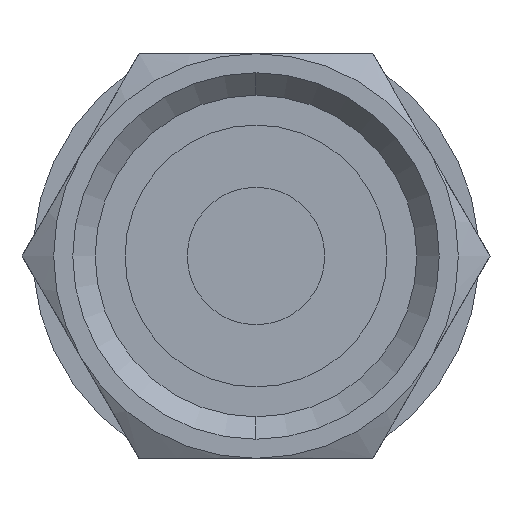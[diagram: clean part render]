
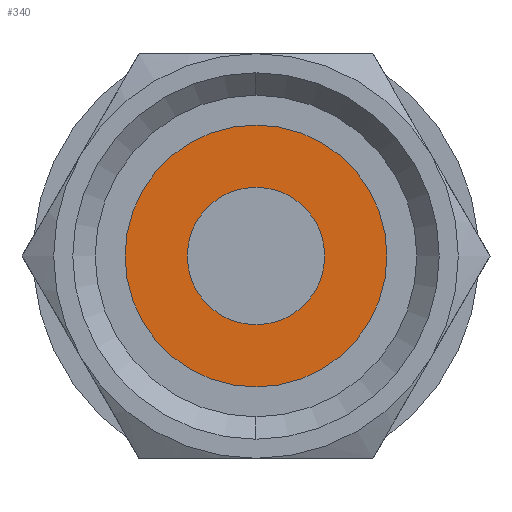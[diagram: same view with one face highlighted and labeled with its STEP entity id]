
A CAD part, left-side view. The second image highlights one B-rep face of the part: STEP entity #340.
In plain terms, the highlighted planar face has unit normal (-1, 0, 0).
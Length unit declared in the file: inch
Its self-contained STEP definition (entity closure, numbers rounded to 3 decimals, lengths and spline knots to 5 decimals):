
#325 = EDGE_CURVE ( 'NONE', #1902, #1793, #645, .T. ) ;
#333 = EDGE_LOOP ( 'NONE', ( #334, #335 ) ) ;
#334 = ORIENTED_EDGE ( 'NONE', *, *, #1812, .F. ) ;
#335 = ORIENTED_EDGE ( 'NONE', *, *, #325, .F. ) ;
#336 = EDGE_LOOP ( 'NONE', ( #358, #378 ) ) ;
#340 = ADVANCED_FACE ( 'NONE', ( #684, #692 ), #693, .F. ) ;
#358 = ORIENTED_EDGE ( 'NONE', *, *, #376, .T. ) ;
#376 = EDGE_CURVE ( 'NONE', #1819, #1822, #822, .T. ) ;
#378 = ORIENTED_EDGE ( 'NONE', *, *, #1820, .T. ) ;
#632 = CARTESIAN_POINT ( 'NONE',  ( 0.11, 0., 0. ) ) ;
#645 = CIRCLE ( 'NONE', #649, 0.0265 ) ;
#649 = AXIS2_PLACEMENT_3D ( 'NONE', #632, #655, #654 ) ;
#654 = DIRECTION ( 'NONE',  ( 0., 0., 1. ) ) ;
#655 = DIRECTION ( 'NONE',  ( -1., 0., 0. ) ) ;
#684 = FACE_BOUND ( 'NONE', #333, .T. ) ;
#688 = DIRECTION ( 'NONE',  ( 0., 0., -1. ) ) ;
#689 = DIRECTION ( 'NONE',  ( 1., 0., 0. ) ) ;
#690 = CARTESIAN_POINT ( 'NONE',  ( 0.11, 0.0265, 0. ) ) ;
#691 = AXIS2_PLACEMENT_3D ( 'NONE', #690, #689, #688 ) ;
#692 = FACE_OUTER_BOUND ( 'NONE', #336, .T. ) ;
#693 = PLANE ( 'NONE',  #691 ) ;
#822 = CIRCLE ( 'NONE', #826, 0.0505 ) ;
#826 = AXIS2_PLACEMENT_3D ( 'NONE', #883, #882, #881 ) ;
#881 = DIRECTION ( 'NONE',  ( 0., 0., 1. ) ) ;
#882 = DIRECTION ( 'NONE',  ( -1., 0., 0. ) ) ;
#883 = CARTESIAN_POINT ( 'NONE',  ( 0.11, 0., 0. ) ) ;
#1192 = CARTESIAN_POINT ( 'NONE',  ( 0.11, 0., -0.0505 ) ) ;
#1193 = DIRECTION ( 'NONE',  ( 0., 0., 1. ) ) ;
#1194 = DIRECTION ( 'NONE',  ( -1., 0., 0. ) ) ;
#1195 = CARTESIAN_POINT ( 'NONE',  ( 0.11, 0., 0. ) ) ;
#1196 = AXIS2_PLACEMENT_3D ( 'NONE', #1195, #1194, #1193 ) ;
#1217 = CARTESIAN_POINT ( 'NONE',  ( 0.11, 0., 0.0265 ) ) ;
#1219 = CIRCLE ( 'NONE', #1196, 0.0505 ) ;
#1220 = CARTESIAN_POINT ( 'NONE',  ( 0.11, 0., 0.0505 ) ) ;
#1237 = DIRECTION ( 'NONE',  ( 0., 0., 1. ) ) ;
#1238 = DIRECTION ( 'NONE',  ( -1., 0., 0. ) ) ;
#1239 = CARTESIAN_POINT ( 'NONE',  ( 0.11, 0., 0. ) ) ;
#1240 = AXIS2_PLACEMENT_3D ( 'NONE', #1239, #1238, #1237 ) ;
#1241 = CIRCLE ( 'NONE', #1240, 0.0265 ) ;
#1371 = CARTESIAN_POINT ( 'NONE',  ( 0.11, 0., -0.0265 ) ) ;
#1793 = VERTEX_POINT ( 'NONE', #1217 ) ;
#1812 = EDGE_CURVE ( 'NONE', #1793, #1902, #1241, .T. ) ;
#1819 = VERTEX_POINT ( 'NONE', #1220 ) ;
#1820 = EDGE_CURVE ( 'NONE', #1822, #1819, #1219, .T. ) ;
#1822 = VERTEX_POINT ( 'NONE', #1192 ) ;
#1902 = VERTEX_POINT ( 'NONE', #1371 ) ;
